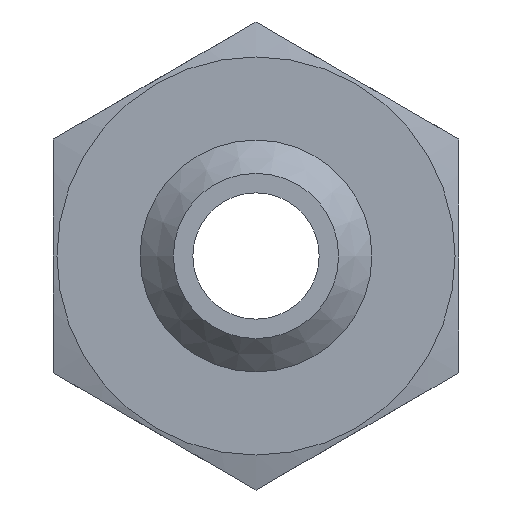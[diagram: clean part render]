
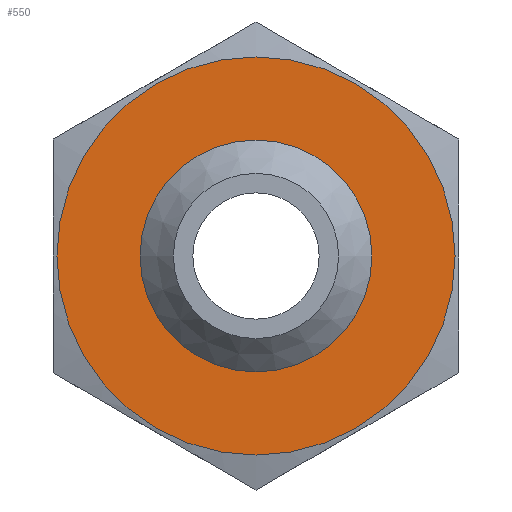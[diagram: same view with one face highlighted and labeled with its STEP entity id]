
A CAD part, left-side view. The second image highlights one B-rep face of the part: STEP entity #550.
In plain terms, the highlighted planar face has unit normal (-1, 0, 0).
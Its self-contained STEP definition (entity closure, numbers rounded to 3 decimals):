
#189=CARTESIAN_POINT('',(6.0,4.864,0.0));
#190=VERTEX_POINT('',#189);
#191=CARTESIAN_POINT('',(6.,0.0,0.0));
#192=DIRECTION('',(1.0,0.0,0.0));
#193=DIRECTION('',(0.0,1.0,0.0));
#194=AXIS2_PLACEMENT_3D('',#191,#192,#193);
#195=CIRCLE('',#194,4.864);
#196=EDGE_CURVE('',#190,#190,#195,.T.);
#531=CARTESIAN_POINT('',(6.,4.175,0.0));
#532=DIRECTION('',(-1.0,0.0,0.0));
#533=DIRECTION('',(0.0,0.0,1.0));
#534=AXIS2_PLACEMENT_3D('',#531,#532,#533);
#535=PLANE('',#534);
#536=CARTESIAN_POINT('',(6.,8.35,0.0));
#537=VERTEX_POINT('',#536);
#538=CARTESIAN_POINT('',(6.,0.0,0.0));
#539=DIRECTION('',(1.0,0.0,0.0));
#540=DIRECTION('',(0.0,1.0,0.0));
#541=AXIS2_PLACEMENT_3D('',#538,#539,#540);
#542=CIRCLE('',#541,8.35);
#543=EDGE_CURVE('',#537,#537,#542,.T.);
#544=ORIENTED_EDGE('',*,*,#543,.F.);
#545=EDGE_LOOP('',(#544));
#546=FACE_OUTER_BOUND('',#545,.T.);
#547=ORIENTED_EDGE('',*,*,#196,.T.);
#548=EDGE_LOOP('',(#547));
#549=FACE_BOUND('',#548,.T.);
#550=ADVANCED_FACE('',(#546,#549),#535,.T.);
